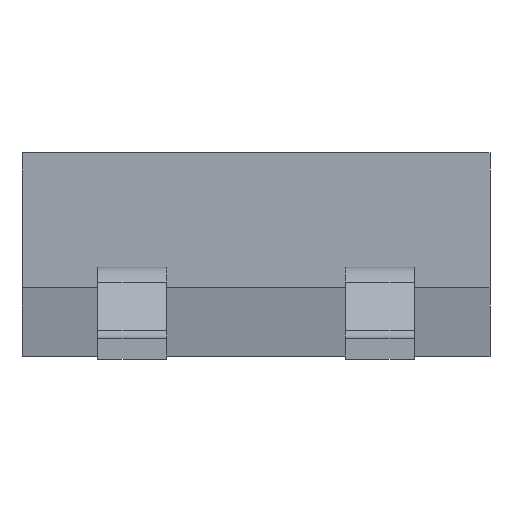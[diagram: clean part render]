
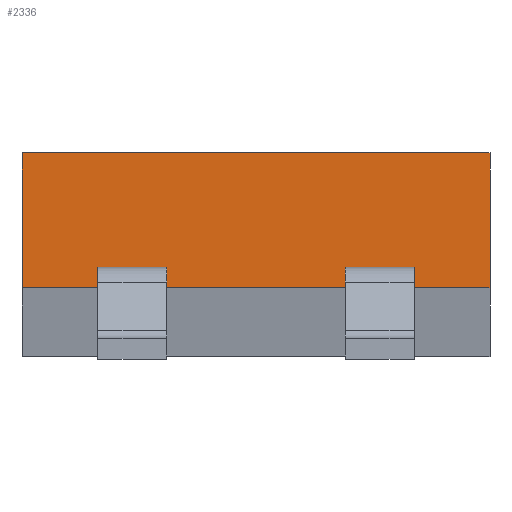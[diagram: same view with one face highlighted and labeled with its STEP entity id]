
A CAD part, front view. The second image highlights one B-rep face of the part: STEP entity #2336.
In plain terms, the highlighted planar face has unit normal (0, -1, 0).
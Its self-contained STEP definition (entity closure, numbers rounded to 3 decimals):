
#24 = LINE ( 'NONE', #78, #1165 ) ;
#28 = CARTESIAN_POINT ( 'NONE',  ( 191.307, 39.084, 0.15 ) ) ;
#67 = DIRECTION ( 'NONE',  ( 0., 0., 1. ) ) ;
#71 = EDGE_CURVE ( 'NONE', #613, #1833, #1731, .T. ) ;
#72 = DIRECTION ( 'NONE',  ( 1., 0., 0. ) ) ;
#78 = CARTESIAN_POINT ( 'NONE',  ( 190.257, 39.084, 0. ) ) ;
#85 = DIRECTION ( 'NONE',  ( 1., 0., 0. ) ) ;
#124 = LINE ( 'NONE', #1411, #2291 ) ;
#195 = DIRECTION ( 'NONE',  ( -1., 0., 0. ) ) ;
#252 = VERTEX_POINT ( 'NONE', #690 ) ;
#271 = ORIENTED_EDGE ( 'NONE', *, *, #71, .T. ) ;
#290 = CARTESIAN_POINT ( 'NONE',  ( 193.657, 39.084, 0.98 ) ) ;
#303 = VECTOR ( 'NONE', #567, 1000. ) ;
#329 = DIRECTION ( 'NONE',  ( 0., 0., -1. ) ) ;
#365 = CARTESIAN_POINT ( 'NONE',  ( 192.607, 39.084, 0.15 ) ) ;
#376 = EDGE_CURVE ( 'NONE', #2139, #2642, #2012, .T. ) ;
#395 = LINE ( 'NONE', #1205, #303 ) ;
#433 = EDGE_CURVE ( 'NONE', #1249, #1701, #882, .T. ) ;
#469 = ORIENTED_EDGE ( 'NONE', *, *, #1760, .T. ) ;
#559 = VECTOR ( 'NONE', #2282, 1000. ) ;
#567 = DIRECTION ( 'NONE',  ( -1., 0., 0. ) ) ;
#613 = VERTEX_POINT ( 'NONE', #2456 ) ;
#618 = CARTESIAN_POINT ( 'NONE',  ( 191.307, 39.084, 0. ) ) ;
#690 = CARTESIAN_POINT ( 'NONE',  ( 190.807, 39.084, 0.15 ) ) ;
#704 = DIRECTION ( 'NONE',  ( 1., 0., 0. ) ) ;
#730 = CARTESIAN_POINT ( 'NONE',  ( 190.257, 39.084, 0.98 ) ) ;
#742 = VERTEX_POINT ( 'NONE', #28 ) ;
#790 = DIRECTION ( 'NONE',  ( 0., 0., 1. ) ) ;
#795 = VERTEX_POINT ( 'NONE', #2553 ) ;
#882 = LINE ( 'NONE', #911, #2474 ) ;
#911 = CARTESIAN_POINT ( 'NONE',  ( 190.257, 39.084, 0. ) ) ;
#941 = CARTESIAN_POINT ( 'NONE',  ( 193.657, 39.084, 0. ) ) ;
#948 = CARTESIAN_POINT ( 'NONE',  ( 193.657, 39.084, 0.98 ) ) ;
#1000 = EDGE_CURVE ( 'NONE', #1248, #252, #1585, .T. ) ;
#1018 = VECTOR ( 'NONE', #67, 1000. ) ;
#1039 = VECTOR ( 'NONE', #2630, 1000. ) ;
#1062 = EDGE_CURVE ( 'NONE', #795, #1634, #395, .T. ) ;
#1127 = VECTOR ( 'NONE', #704, 1000. ) ;
#1151 = EDGE_CURVE ( 'NONE', #795, #1890, #124, .T. ) ;
#1165 = VECTOR ( 'NONE', #72, 1000. ) ;
#1187 = CARTESIAN_POINT ( 'NONE',  ( 192.607, 39.084, 0.98 ) ) ;
#1201 = LINE ( 'NONE', #1187, #1816 ) ;
#1205 = CARTESIAN_POINT ( 'NONE',  ( 192.607, 39.084, 0.15 ) ) ;
#1209 = PLANE ( 'NONE',  #1980 ) ;
#1236 = DIRECTION ( 'NONE',  ( 0., 0., -1. ) ) ;
#1248 = VERTEX_POINT ( 'NONE', #2520 ) ;
#1249 = VERTEX_POINT ( 'NONE', #618 ) ;
#1256 = FACE_OUTER_BOUND ( 'NONE', #1699, .T. ) ;
#1257 = LINE ( 'NONE', #1460, #2431 ) ;
#1278 = ORIENTED_EDGE ( 'NONE', *, *, #1062, .F. ) ;
#1354 = VECTOR ( 'NONE', #2688, 1000. ) ;
#1396 = DIRECTION ( 'NONE',  ( 0., 0., -1. ) ) ;
#1411 = CARTESIAN_POINT ( 'NONE',  ( 193.107, 39.084, 0.98 ) ) ;
#1458 = ORIENTED_EDGE ( 'NONE', *, *, #1151, .T. ) ;
#1460 = CARTESIAN_POINT ( 'NONE',  ( 190.807, 39.084, 0.15 ) ) ;
#1476 = CARTESIAN_POINT ( 'NONE',  ( 190.257, 39.084, 0. ) ) ;
#1506 = ORIENTED_EDGE ( 'NONE', *, *, #433, .T. ) ;
#1515 = LINE ( 'NONE', #1675, #1354 ) ;
#1585 = LINE ( 'NONE', #2636, #1039 ) ;
#1590 = CARTESIAN_POINT ( 'NONE',  ( 190.257, 39.084, 0.98 ) ) ;
#1624 = CARTESIAN_POINT ( 'NONE',  ( 190.257, 39.084, 0.98 ) ) ;
#1630 = VECTOR ( 'NONE', #329, 1000. ) ;
#1634 = VERTEX_POINT ( 'NONE', #365 ) ;
#1675 = CARTESIAN_POINT ( 'NONE',  ( 191.307, 39.084, 0.98 ) ) ;
#1699 = EDGE_LOOP ( 'NONE', ( #271, #1761, #1865, #1958, #469, #1506, #2145, #1278, #1458, #1735, #2148, #2702 ) ) ;
#1701 = VERTEX_POINT ( 'NONE', #1819 ) ;
#1731 = LINE ( 'NONE', #1590, #1630 ) ;
#1735 = ORIENTED_EDGE ( 'NONE', *, *, #2618, .T. ) ;
#1746 = EDGE_CURVE ( 'NONE', #742, #252, #1257, .T. ) ;
#1760 = EDGE_CURVE ( 'NONE', #742, #1249, #1515, .T. ) ;
#1761 = ORIENTED_EDGE ( 'NONE', *, *, #2448, .T. ) ;
#1816 = VECTOR ( 'NONE', #790, 1000. ) ;
#1819 = CARTESIAN_POINT ( 'NONE',  ( 192.607, 39.084, 0. ) ) ;
#1833 = VERTEX_POINT ( 'NONE', #2038 ) ;
#1865 = ORIENTED_EDGE ( 'NONE', *, *, #1000, .T. ) ;
#1890 = VERTEX_POINT ( 'NONE', #2295 ) ;
#1958 = ORIENTED_EDGE ( 'NONE', *, *, #1746, .F. ) ;
#1980 = AXIS2_PLACEMENT_3D ( 'NONE', #1624, #2650, #1396 ) ;
#2012 = LINE ( 'NONE', #948, #1018 ) ;
#2038 = CARTESIAN_POINT ( 'NONE',  ( 190.257, 39.084, 0. ) ) ;
#2121 = LINE ( 'NONE', #730, #1127 ) ;
#2139 = VERTEX_POINT ( 'NONE', #941 ) ;
#2145 = ORIENTED_EDGE ( 'NONE', *, *, #2254, .T. ) ;
#2148 = ORIENTED_EDGE ( 'NONE', *, *, #376, .T. ) ;
#2254 = EDGE_CURVE ( 'NONE', #1701, #1634, #1201, .T. ) ;
#2282 = DIRECTION ( 'NONE',  ( 1., 0., 0. ) ) ;
#2291 = VECTOR ( 'NONE', #1236, 1000. ) ;
#2295 = CARTESIAN_POINT ( 'NONE',  ( 193.107, 39.084, 0. ) ) ;
#2336 = ADVANCED_FACE ( 'NONE', ( #1256 ), #1209, .T. ) ;
#2431 = VECTOR ( 'NONE', #195, 1000. ) ;
#2448 = EDGE_CURVE ( 'NONE', #1833, #1248, #2681, .T. ) ;
#2456 = CARTESIAN_POINT ( 'NONE',  ( 190.257, 39.084, 0.98 ) ) ;
#2474 = VECTOR ( 'NONE', #85, 1000. ) ;
#2520 = CARTESIAN_POINT ( 'NONE',  ( 190.807, 39.084, 0. ) ) ;
#2553 = CARTESIAN_POINT ( 'NONE',  ( 193.107, 39.084, 0.15 ) ) ;
#2618 = EDGE_CURVE ( 'NONE', #1890, #2139, #24, .T. ) ;
#2630 = DIRECTION ( 'NONE',  ( 0., 0., 1. ) ) ;
#2636 = CARTESIAN_POINT ( 'NONE',  ( 190.807, 39.084, 0.98 ) ) ;
#2642 = VERTEX_POINT ( 'NONE', #290 ) ;
#2650 = DIRECTION ( 'NONE',  ( 0., -1., 0. ) ) ;
#2681 = LINE ( 'NONE', #1476, #559 ) ;
#2685 = EDGE_CURVE ( 'NONE', #613, #2642, #2121, .T. ) ;
#2688 = DIRECTION ( 'NONE',  ( 0., 0., -1. ) ) ;
#2702 = ORIENTED_EDGE ( 'NONE', *, *, #2685, .F. ) ;
